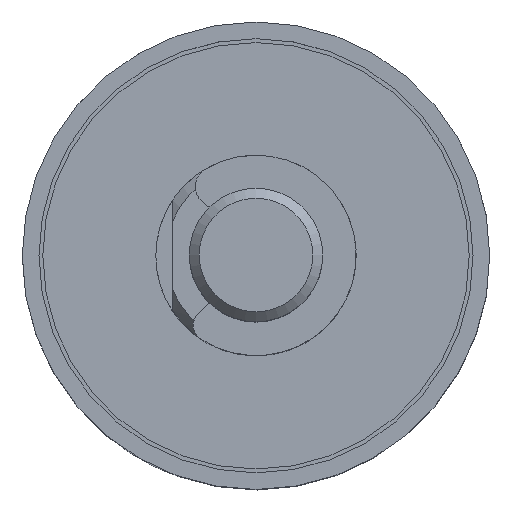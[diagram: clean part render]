
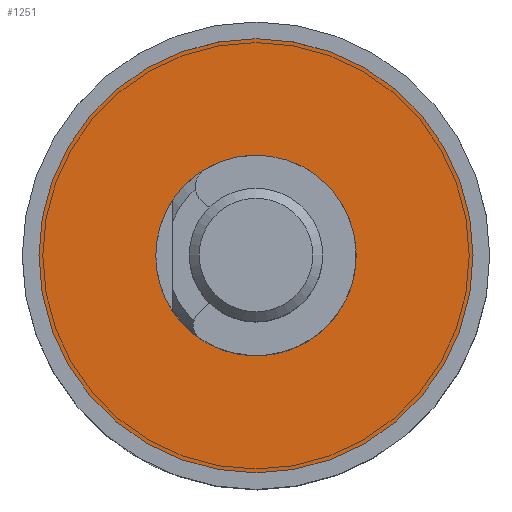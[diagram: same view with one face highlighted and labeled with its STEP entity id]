
A CAD part, top view. The second image highlights one B-rep face of the part: STEP entity #1251.
In plain terms, the highlighted planar face has unit normal (0, 0, 1).
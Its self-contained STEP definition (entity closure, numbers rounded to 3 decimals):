
#452 = DIRECTION ( 'NONE',  ( 0., 0., 1. ) ) ;
#531 = FACE_OUTER_BOUND ( 'NONE', #4225, .T. ) ;
#702 = PLANE ( 'NONE',  #5969 ) ;
#1251 = ADVANCED_FACE ( 'NONE', ( #1470, #531 ), #702, .T. ) ;
#1427 = DIRECTION ( 'NONE',  ( 1., 0., 0. ) ) ;
#1470 = FACE_BOUND ( 'NONE', #2015, .T. ) ;
#1654 = AXIS2_PLACEMENT_3D ( 'NONE', #6836, #3330, #6297 ) ;
#2015 = EDGE_LOOP ( 'NONE', ( #7507 ) ) ;
#2148 = DIRECTION ( 'NONE',  ( 1., 0., 0. ) ) ;
#2590 = ORIENTED_EDGE ( 'NONE', *, *, #6141, .T. ) ;
#2749 = CIRCLE ( 'NONE', #1654, 3. ) ;
#2937 = VERTEX_POINT ( 'NONE', #7337 ) ;
#3330 = DIRECTION ( 'NONE',  ( 0., 0., -1. ) ) ;
#3842 = CIRCLE ( 'NONE', #5071, 6.5 ) ;
#4225 = EDGE_LOOP ( 'NONE', ( #2590 ) ) ;
#4645 = EDGE_CURVE ( 'NONE', #5734, #5734, #2749, .T. ) ;
#4885 = CARTESIAN_POINT ( 'NONE',  ( 3., 0., 0.5 ) ) ;
#5017 = DIRECTION ( 'NONE',  ( 0., 0., 1. ) ) ;
#5071 = AXIS2_PLACEMENT_3D ( 'NONE', #5702, #452, #2148 ) ;
#5702 = CARTESIAN_POINT ( 'NONE',  ( 0., 0., 0.5 ) ) ;
#5734 = VERTEX_POINT ( 'NONE', #7277 ) ;
#5969 = AXIS2_PLACEMENT_3D ( 'NONE', #4885, #5017, #1427 ) ;
#6141 = EDGE_CURVE ( 'NONE', #2937, #2937, #3842, .T. ) ;
#6297 = DIRECTION ( 'NONE',  ( -1., 0., 0. ) ) ;
#6836 = CARTESIAN_POINT ( 'NONE',  ( 0., 0., 0.5 ) ) ;
#7277 = CARTESIAN_POINT ( 'NONE',  ( -3., 0., 0.5 ) ) ;
#7337 = CARTESIAN_POINT ( 'NONE',  ( 6.5, 0., 0.5 ) ) ;
#7507 = ORIENTED_EDGE ( 'NONE', *, *, #4645, .T. ) ;
